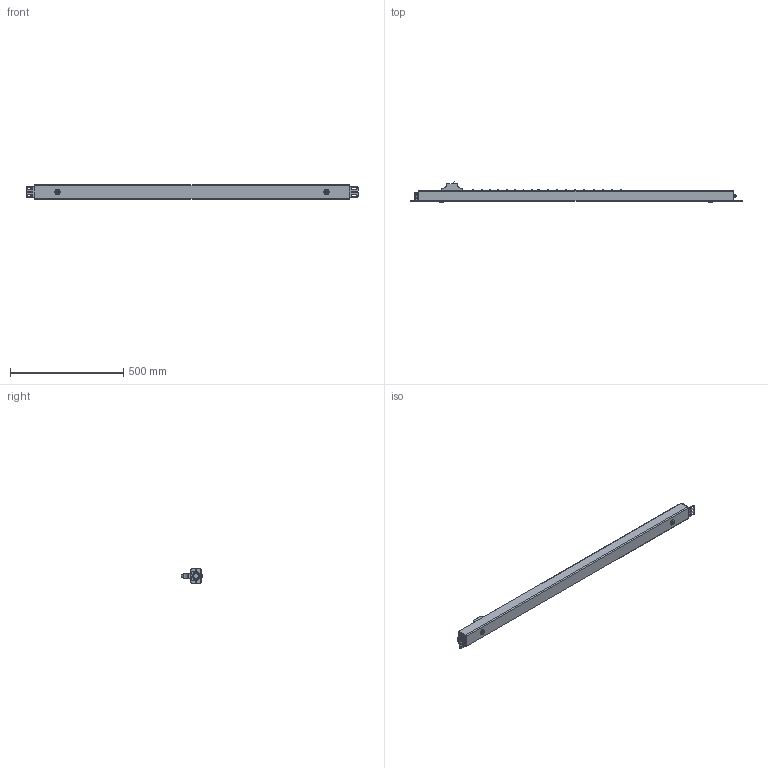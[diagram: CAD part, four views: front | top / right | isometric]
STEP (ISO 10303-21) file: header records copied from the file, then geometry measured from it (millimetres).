
FILE_DESCRIPTION((''),'2;1');
FILE_NAME('22-BS-PV60-10D-8C13-10C19-12_ASM','2023-01-29T',('ROG TT'),(''),'PRO/ENGINEER BY PARAMETRIC TECHNOLOGY CORPORATION, 2001280','PRO/ENGINEER BY PARAMETRIC TECHNOLOGY CORPORATION, 2001280','');
FILE_SCHEMA(('CONFIG_CONTROL_DESIGN'));
Length unit declared in the file: millimetre
Products named in the file (7): 22-BS-PV60-10D-8C13-10C19-12; PG25_GUAER; M6_LUOMAO; PG25_SUOTOU1; GUOER_HULU; GER_E; 22-BS-PV60-10D-8C13-10C19-12_ASM
Assembly tree (18 placements, depth 2):
  22-BS-PV60-10D-8C13-10C19-12_ASM
    22-BS-PV60-10D-8C13-10C19-12
    PG25_GUAER  x2
    M6_LUOMAO  x2
    PG25_SUOTOU1
    GUOER_HULU  x2
    GER_E  x10
Bounding box: 1465 x 94.4 x 62.5 mm (x, y, z)
Volume: 3654270.5 mm3; surface area: 455286.3 mm2
Topology: 18 solids, 18 shells, 2219 faces, 5729 edges, 3725 vertices
Faces by surface type: plane 1318, cylinder 636, bspline 139, cone 82, torus 44
Entity records: 57265 total; most frequent: CARTESIAN_POINT 14570, ORIENTED_EDGE 8946, DIRECTION 8582, EDGE_CURVE 4473, VECTOR 3156, LINE 3156, VERTEX_POINT 2965, AXIS2_PLACEMENT_3D 2713
